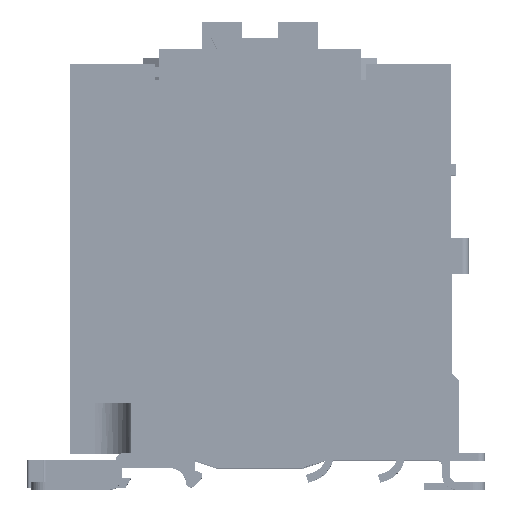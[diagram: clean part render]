
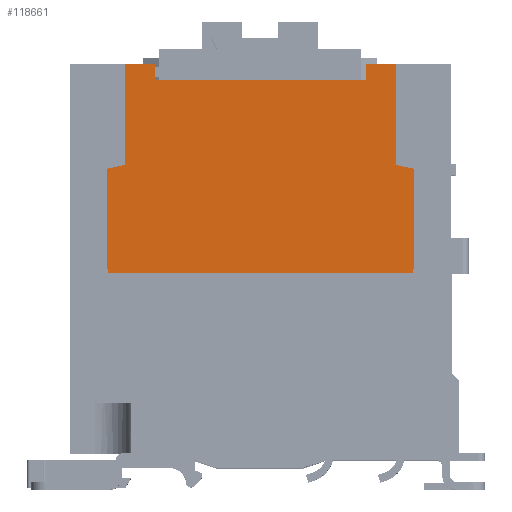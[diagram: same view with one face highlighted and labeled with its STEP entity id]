
A CAD part, top view. The second image highlights one B-rep face of the part: STEP entity #118661.
In plain terms, the highlighted planar face has unit normal (0, 0, 1).
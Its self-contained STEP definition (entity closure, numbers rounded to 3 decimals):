
#12447 = FACE_OUTER_BOUND ( 'NONE', #134883, .T. ) ;
#32938 = AXIS2_PLACEMENT_3D ( 'NONE', #43532, #43549, #43550 ) ;
#43532 = CARTESIAN_POINT ( 'NONE',  ( -91.681, 73.215, 154.524 ) ) ;
#43545 = PLANE ( 'NONE',  #32938 ) ;
#43549 = DIRECTION ( 'NONE',  ( 0., 0., -1. ) ) ;
#43550 = DIRECTION ( 'NONE',  ( -1., 0., 0. ) ) ;
#102119 = VERTEX_POINT ( 'NONE', #166326 ) ;
#102171 = VERTEX_POINT ( 'NONE', #166374 ) ;
#102286 = VERTEX_POINT ( 'NONE', #166484 ) ;
#102289 = VERTEX_POINT ( 'NONE', #166486 ) ;
#102293 = VERTEX_POINT ( 'NONE', #166490 ) ;
#102297 = VERTEX_POINT ( 'NONE', #166494 ) ;
#102302 = VERTEX_POINT ( 'NONE', #166498 ) ;
#102306 = VERTEX_POINT ( 'NONE', #166502 ) ;
#102308 = VERTEX_POINT ( 'NONE', #166504 ) ;
#102310 = VERTEX_POINT ( 'NONE', #166506 ) ;
#102312 = VERTEX_POINT ( 'NONE', #166508 ) ;
#102321 = VERTEX_POINT ( 'NONE', #166516 ) ;
#110570 = EDGE_CURVE ( 'NONE', #102119, #102171, #196238, .T. ) ;
#110717 = EDGE_CURVE ( 'NONE', #102286, #102289, #196415, .T. ) ;
#110750 = EDGE_CURVE ( 'NONE', #102306, #102297, #196449, .T. ) ;
#110752 = EDGE_CURVE ( 'NONE', #102308, #102306, #196443, .T. ) ;
#110754 = EDGE_CURVE ( 'NONE', #102310, #102308, #196451, .T. ) ;
#110756 = EDGE_CURVE ( 'NONE', #102302, #102310, #196453, .T. ) ;
#110759 = EDGE_CURVE ( 'NONE', #102293, #102302, #196455, .T. ) ;
#110761 = EDGE_CURVE ( 'NONE', #102289, #102293, #196459, .T. ) ;
#110763 = EDGE_CURVE ( 'NONE', #102312, #102286, #196461, .T. ) ;
#110765 = EDGE_CURVE ( 'NONE', #102321, #102312, #196457, .T. ) ;
#110767 = EDGE_CURVE ( 'NONE', #102119, #102321, #196463, .T. ) ;
#110769 = EDGE_CURVE ( 'NONE', #102171, #102297, #196465, .T. ) ;
#118661 = ADVANCED_FACE ( 'NONE', ( #12447 ), #43545, .F. ) ;
#134883 = EDGE_LOOP ( 'NONE', ( #142027, #142028, #142029, #142030, #142031, #142032, #142033, #142034, #142035, #142036, #142037, #142038 ) ) ;
#142027 = ORIENTED_EDGE ( 'NONE', *, *, #110750, .F. ) ;
#142028 = ORIENTED_EDGE ( 'NONE', *, *, #110752, .F. ) ;
#142029 = ORIENTED_EDGE ( 'NONE', *, *, #110754, .F. ) ;
#142030 = ORIENTED_EDGE ( 'NONE', *, *, #110756, .F. ) ;
#142031 = ORIENTED_EDGE ( 'NONE', *, *, #110759, .F. ) ;
#142032 = ORIENTED_EDGE ( 'NONE', *, *, #110761, .F. ) ;
#142033 = ORIENTED_EDGE ( 'NONE', *, *, #110717, .F. ) ;
#142034 = ORIENTED_EDGE ( 'NONE', *, *, #110763, .F. ) ;
#142035 = ORIENTED_EDGE ( 'NONE', *, *, #110765, .F. ) ;
#142036 = ORIENTED_EDGE ( 'NONE', *, *, #110767, .F. ) ;
#142037 = ORIENTED_EDGE ( 'NONE', *, *, #110570, .T. ) ;
#142038 = ORIENTED_EDGE ( 'NONE', *, *, #110769, .T. ) ;
#166326 = CARTESIAN_POINT ( 'NONE',  ( -81.381, 14.915, 154.524 ) ) ;
#166374 = CARTESIAN_POINT ( 'NONE',  ( 4.019, 14.915, 154.524 ) ) ;
#166484 = CARTESIAN_POINT ( 'NONE',  ( -76.431, 73.215, 154.524 ) ) ;
#166486 = CARTESIAN_POINT ( 'NONE',  ( -67.931, 73.215, 154.524 ) ) ;
#166490 = CARTESIAN_POINT ( 'NONE',  ( -67.931, 68.715, 154.524 ) ) ;
#166494 = CARTESIAN_POINT ( 'NONE',  ( 4.019, 43.954, 154.524 ) ) ;
#166498 = CARTESIAN_POINT ( 'NONE',  ( -9.431, 68.715, 154.524 ) ) ;
#166502 = CARTESIAN_POINT ( 'NONE',  ( -0.931, 45.015, 154.524 ) ) ;
#166504 = CARTESIAN_POINT ( 'NONE',  ( -0.931, 73.215, 154.524 ) ) ;
#166506 = CARTESIAN_POINT ( 'NONE',  ( -9.431, 73.215, 154.524 ) ) ;
#166508 = CARTESIAN_POINT ( 'NONE',  ( -76.431, 45.015, 154.524 ) ) ;
#166516 = CARTESIAN_POINT ( 'NONE',  ( -81.381, 43.954, 154.524 ) ) ;
#196238 = LINE ( 'NONE', #197022, #196244 ) ;
#196244 = VECTOR ( 'NONE', #197024, 1000. ) ;
#196415 = LINE ( 'NONE', #197160, #196420 ) ;
#196420 = VECTOR ( 'NONE', #197167, 1000. ) ;
#196443 = LINE ( 'NONE', #197179, #196454 ) ;
#196449 = LINE ( 'NONE', #197198, #196452 ) ;
#196451 = LINE ( 'NONE', #197191, #196456 ) ;
#196452 = VECTOR ( 'NONE', #197200, 1000. ) ;
#196453 = LINE ( 'NONE', #197199, #196458 ) ;
#196454 = VECTOR ( 'NONE', #197201, 1000. ) ;
#196455 = LINE ( 'NONE', #197202, #196460 ) ;
#196456 = VECTOR ( 'NONE', #197203, 1000. ) ;
#196457 = LINE ( 'NONE', #197204, #196466 ) ;
#196458 = VECTOR ( 'NONE', #197205, 1000. ) ;
#196459 = LINE ( 'NONE', #197208, #196462 ) ;
#196460 = VECTOR ( 'NONE', #197207, 1000. ) ;
#196461 = LINE ( 'NONE', #197210, #196464 ) ;
#196462 = VECTOR ( 'NONE', #197209, 1000. ) ;
#196463 = LINE ( 'NONE', #197206, #196468 ) ;
#196464 = VECTOR ( 'NONE', #197212, 1000. ) ;
#196465 = LINE ( 'NONE', #197211, #196470 ) ;
#196466 = VECTOR ( 'NONE', #197213, 1000. ) ;
#196468 = VECTOR ( 'NONE', #197215, 1000. ) ;
#196470 = VECTOR ( 'NONE', #197217, 1000. ) ;
#197022 = CARTESIAN_POINT ( 'NONE',  ( -91.681, 14.915, 154.524 ) ) ;
#197024 = DIRECTION ( 'NONE',  ( 1., 0., 0. ) ) ;
#197160 = CARTESIAN_POINT ( 'NONE',  ( -91.681, 73.215, 154.524 ) ) ;
#197167 = DIRECTION ( 'NONE',  ( 1., 0., 0. ) ) ;
#197179 = CARTESIAN_POINT ( 'NONE',  ( -0.931, 73.215, 154.524 ) ) ;
#197191 = CARTESIAN_POINT ( 'NONE',  ( -91.681, 73.215, 154.524 ) ) ;
#197198 = CARTESIAN_POINT ( 'NONE',  ( 4.019, 43.954, 154.524 ) ) ;
#197199 = CARTESIAN_POINT ( 'NONE',  ( -9.431, 68.715, 154.524 ) ) ;
#197200 = DIRECTION ( 'NONE',  ( 0.978, -0.21, 0. ) ) ;
#197201 = DIRECTION ( 'NONE',  ( 0., -1., 0. ) ) ;
#197202 = CARTESIAN_POINT ( 'NONE',  ( -67.931, 68.715, 154.524 ) ) ;
#197203 = DIRECTION ( 'NONE',  ( 1., 0., 0. ) ) ;
#197204 = CARTESIAN_POINT ( 'NONE',  ( -81.381, 43.954, 154.524 ) ) ;
#197205 = DIRECTION ( 'NONE',  ( 0., 1., 0. ) ) ;
#197206 = CARTESIAN_POINT ( 'NONE',  ( -81.381, 14.915, 154.524 ) ) ;
#197207 = DIRECTION ( 'NONE',  ( 1., 0., 0. ) ) ;
#197208 = CARTESIAN_POINT ( 'NONE',  ( -67.931, 68.715, 154.524 ) ) ;
#197209 = DIRECTION ( 'NONE',  ( 0., -1., 0. ) ) ;
#197210 = CARTESIAN_POINT ( 'NONE',  ( -76.431, 73.215, 154.524 ) ) ;
#197211 = CARTESIAN_POINT ( 'NONE',  ( 4.019, 14.915, 154.524 ) ) ;
#197212 = DIRECTION ( 'NONE',  ( 0., 1., 0. ) ) ;
#197213 = DIRECTION ( 'NONE',  ( 0.978, 0.21, 0. ) ) ;
#197215 = DIRECTION ( 'NONE',  ( 0., 1., 0. ) ) ;
#197217 = DIRECTION ( 'NONE',  ( 0., 1., 0. ) ) ;
